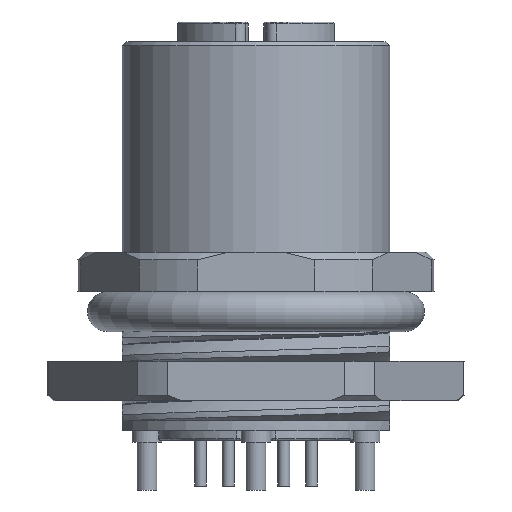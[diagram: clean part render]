
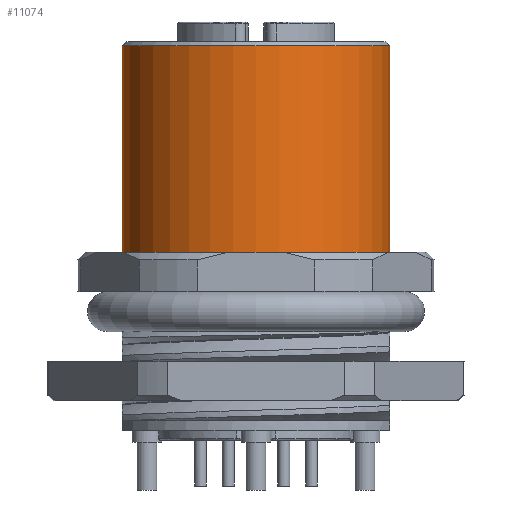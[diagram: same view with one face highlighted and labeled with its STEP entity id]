
A CAD part, front view. The second image highlights one B-rep face of the part: STEP entity #11074.
In plain terms, the highlighted cylindrical face has radius 6.75 mm (diameter 13.5 mm), a full revolution.
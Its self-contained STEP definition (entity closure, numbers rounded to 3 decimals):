
#2095 = EDGE_CURVE ( 'NONE', #7343, #7343, #3060, .T. ) ;
#3060 = CIRCLE ( 'NONE', #21307, 6.75 ) ;
#5080 = CARTESIAN_POINT ( 'NONE',  ( 0., 0., -1.2 ) ) ;
#5433 = EDGE_CURVE ( 'NONE', #6814, #6814, #20302, .T. ) ;
#6706 = DIRECTION ( 'NONE',  ( 1., 0., 0. ) ) ;
#6814 = VERTEX_POINT ( 'NONE', #9353 ) ;
#6964 = DIRECTION ( 'NONE',  ( -1., 0., 0. ) ) ;
#7343 = VERTEX_POINT ( 'NONE', #15899 ) ;
#7589 = FACE_OUTER_BOUND ( 'NONE', #15754, .T. ) ;
#8351 = CARTESIAN_POINT ( 'NONE',  ( 0., 0., -11.6 ) ) ;
#8625 = DIRECTION ( 'NONE',  ( 0., 0., -1. ) ) ;
#9353 = CARTESIAN_POINT ( 'NONE',  ( -6.75, 0., -11.6 ) ) ;
#10016 = DIRECTION ( 'NONE',  ( -1., 0., 0. ) ) ;
#10501 = ORIENTED_EDGE ( 'NONE', *, *, #5433, .T. ) ;
#10932 = CYLINDRICAL_SURFACE ( 'NONE', #20633, 6.75 ) ;
#11074 = ADVANCED_FACE ( 'NONE', ( #7589, #19683 ), #10932, .T. ) ;
#12185 = EDGE_LOOP ( 'NONE', ( #10501 ) ) ;
#15754 = EDGE_LOOP ( 'NONE', ( #19069 ) ) ;
#15899 = CARTESIAN_POINT ( 'NONE',  ( 6.75, 0., -1.2 ) ) ;
#16550 = DIRECTION ( 'NONE',  ( 0., 0., -1. ) ) ;
#16830 = AXIS2_PLACEMENT_3D ( 'NONE', #8351, #19863, #10016 ) ;
#18476 = CARTESIAN_POINT ( 'NONE',  ( 0., 0., -1. ) ) ;
#19069 = ORIENTED_EDGE ( 'NONE', *, *, #2095, .T. ) ;
#19683 = FACE_OUTER_BOUND ( 'NONE', #12185, .T. ) ;
#19863 = DIRECTION ( 'NONE',  ( 0., 0., 1. ) ) ;
#20302 = CIRCLE ( 'NONE', #16830, 6.75 ) ;
#20633 = AXIS2_PLACEMENT_3D ( 'NONE', #18476, #8625, #6964 ) ;
#21307 = AXIS2_PLACEMENT_3D ( 'NONE', #5080, #16550, #6706 ) ;
